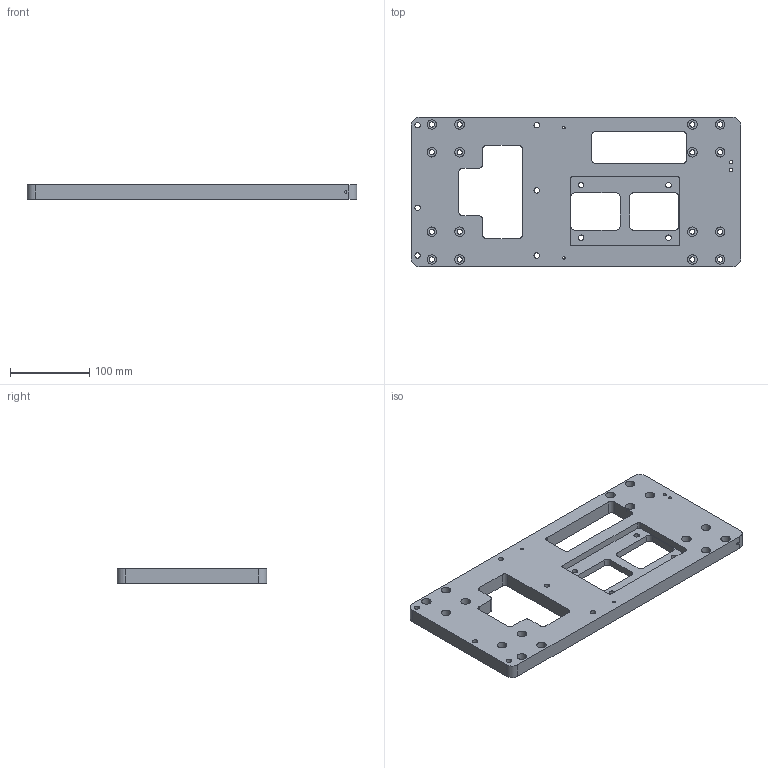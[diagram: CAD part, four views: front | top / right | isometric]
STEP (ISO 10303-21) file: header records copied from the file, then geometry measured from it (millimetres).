
FILE_DESCRIPTION(('CATIA V5 STEP Exchange'),'2;1');
FILE_NAME('VSOTR1100-Z008 - Fe 18mm - 10 Pcs.stp','2022-05-17T10:46:59+00:00',('none'),('none'),'CATIA Version 5 Release 21 GA (IN-10)','CATIA V5 STEP AP214','none');
FILE_SCHEMA(('AUTOMOTIVE_DESIGN { 1 0 10303 214 1 1 1 1 }'));
Length unit declared in the file: millimetre
Products named in the file (1): VSOTR1100-Z008
Bounding box: 415 x 188 x 18 mm (x, y, z)
Volume: 988927.4 mm3; surface area: 172852.6 mm2
Topology: 1 solids, 1 shells, 188 faces, 486 edges, 324 vertices
Faces by surface type: cylinder 134, plane 54
Entity records: 5393 total; most frequent: ORIENTED_EDGE 972, CARTESIAN_POINT 924, DIRECTION 712, EDGE_CURVE 486, AXIS2_PLACEMENT_3D 382, VERTEX_POINT 324, EDGE_LOOP 280, CIRCLE 268
